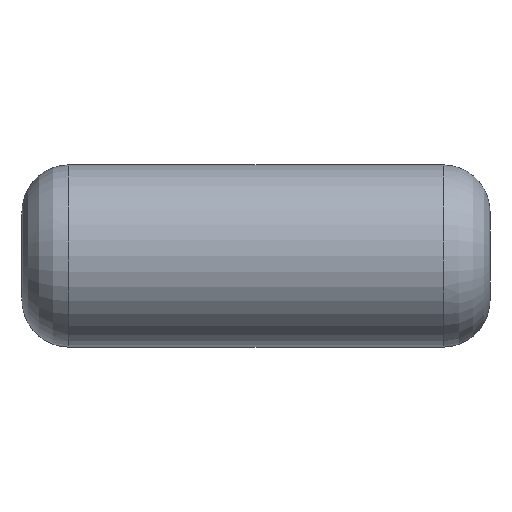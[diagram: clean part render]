
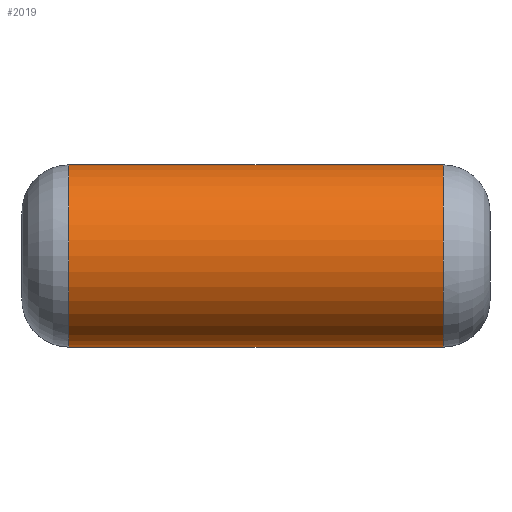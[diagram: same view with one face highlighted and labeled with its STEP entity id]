
A CAD part, top view. The second image highlights one B-rep face of the part: STEP entity #2019.
In plain terms, the highlighted cylindrical face has radius 2.45 mm (diameter 4.9 mm), a partial arc.
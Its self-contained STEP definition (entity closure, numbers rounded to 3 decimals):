
#1614=CARTESIAN_POINT('',(5.04,2.45,10.55));
#1615=VERTEX_POINT('',#1614);
#1664=CARTESIAN_POINT('',(-5.04,2.45,10.55));
#1665=VERTEX_POINT('',#1664);
#1786=CARTESIAN_POINT('',(5.04,-2.45,10.55));
#1787=VERTEX_POINT('',#1786);
#1859=CARTESIAN_POINT('',(-0.0,2.45,10.55));
#1860=DIRECTION('',(-1.0,0.0,0.0));
#1861=VECTOR('',#1860,1.0);
#1862=LINE('',#1859,#1861);
#1863=EDGE_CURVE('n� 72',#1615,#1665,#1862,.T.);
#1918=CARTESIAN_POINT('',(-5.04,-2.45,10.55));
#1919=VERTEX_POINT('',#1918);
#1943=CARTESIAN_POINT('',(0.0,-2.45,10.55));
#1944=DIRECTION('',(1.0,-0.0,0.0));
#1945=VECTOR('',#1944,1.0);
#1946=LINE('',#1943,#1945);
#1947=EDGE_CURVE('n� 10',#1919,#1787,#1946,.T.);
#1964=CARTESIAN_POINT('',(5.04,-0.0,10.55));
#1965=DIRECTION('',(-1.0,-0.0,-0.0));
#1966=DIRECTION('',(0.0,1.0,0.0));
#1967=AXIS2_PLACEMENT_3D('',#1964,#1965,#1966);
#1968=CIRCLE('',#1967,2.45);
#1969=EDGE_CURVE('n� 14',#1787,#1615,#1968,.T.);
#1985=CARTESIAN_POINT('',(-5.04,-0.0,10.55));
#1986=DIRECTION('',(1.0,0.0,0.0));
#1987=DIRECTION('',(0.0,1.0,0.0));
#1988=AXIS2_PLACEMENT_3D('',#1985,#1986,#1987);
#1989=CIRCLE('',#1988,2.45);
#1990=EDGE_CURVE('n� 21',#1665,#1919,#1989,.T.);
#2008=ORIENTED_EDGE('',*,*,#1969,.T.);
#2009=ORIENTED_EDGE('',*,*,#1863,.T.);
#2010=ORIENTED_EDGE('',*,*,#1990,.T.);
#2011=ORIENTED_EDGE('',*,*,#1947,.T.);
#2012=EDGE_LOOP('',(#2008,#2009,#2010,#2011));
#2013=FACE_OUTER_BOUND('',#2012,.T.);
#2014=CARTESIAN_POINT('',(0.0,-0.0,10.55));
#2015=DIRECTION('',(1.0,0.0,0.0));
#2016=DIRECTION('',(0.0,1.0,0.0));
#2017=AXIS2_PLACEMENT_3D('',#2014,#2015,#2016);
#2018=CYLINDRICAL_SURFACE('',#2017,2.45);
#2019=ADVANCED_FACE('n� 2',(#2013),#2018,.T.);
